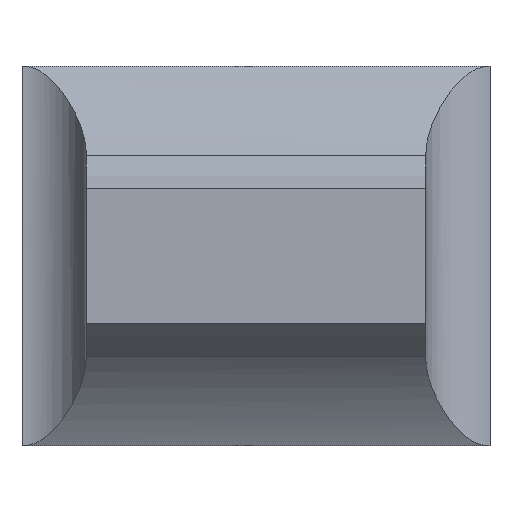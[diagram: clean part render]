
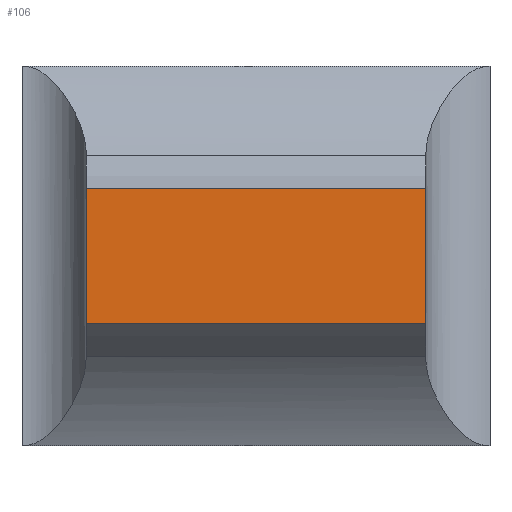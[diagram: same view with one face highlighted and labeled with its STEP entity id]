
A CAD part, front view. The second image highlights one B-rep face of the part: STEP entity #106.
In plain terms, the highlighted planar face has unit normal (0, -1, 0).
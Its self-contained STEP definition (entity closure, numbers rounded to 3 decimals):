
#106 = ADVANCED_FACE( '', ( #216 ), #217, .F. );
#216 = FACE_OUTER_BOUND( '', #326, .T. );
#217 = PLANE( '', #327 );
#326 = EDGE_LOOP( '', ( #569, #570, #571, #572 ) );
#327 = AXIS2_PLACEMENT_3D( '', #573, #574, #575 );
#569 = ORIENTED_EDGE( '', *, *, #711, .T. );
#570 = ORIENTED_EDGE( '', *, *, #760, .F. );
#571 = ORIENTED_EDGE( '', *, *, #746, .F. );
#572 = ORIENTED_EDGE( '', *, *, #758, .T. );
#573 = CARTESIAN_POINT( '', ( 5., -12., 2. ) );
#574 = DIRECTION( '', ( 0., 1., 0. ) );
#575 = DIRECTION( '', ( 0., 0., 1. ) );
#711 = EDGE_CURVE( '', #865, #863, #866, .T. );
#746 = EDGE_CURVE( '', #912, #914, #915, .T. );
#758 = EDGE_CURVE( '', #912, #865, #927, .T. );
#760 = EDGE_CURVE( '', #914, #863, #929, .T. );
#863 = VERTEX_POINT( '', #1113 );
#865 = VERTEX_POINT( '', #1116 );
#866 = LINE( '', #1117, #1118 );
#912 = VERTEX_POINT( '', #1201 );
#914 = VERTEX_POINT( '', #1204 );
#915 = LINE( '', #1205, #1206 );
#927 = LINE( '', #1224, #1225 );
#929 = LINE( '', #1227, #1228 );
#1113 = CARTESIAN_POINT( '', ( -5., -12., -2. ) );
#1116 = CARTESIAN_POINT( '', ( -5., -12., 2. ) );
#1117 = CARTESIAN_POINT( '', ( -5., -12., 2. ) );
#1118 = VECTOR( '', #1294, 1000. );
#1201 = CARTESIAN_POINT( '', ( 5., -12., 2. ) );
#1204 = CARTESIAN_POINT( '', ( 5., -12., -2. ) );
#1205 = CARTESIAN_POINT( '', ( 5., -12., 2. ) );
#1206 = VECTOR( '', #1321, 1000. );
#1224 = CARTESIAN_POINT( '', ( 5., -12., 2. ) );
#1225 = VECTOR( '', #1328, 1000. );
#1227 = CARTESIAN_POINT( '', ( 5., -12., -2. ) );
#1228 = VECTOR( '', #1329, 1000. );
#1294 = DIRECTION( '', ( 0., 0., -1. ) );
#1321 = DIRECTION( '', ( 0., 0., -1. ) );
#1328 = DIRECTION( '', ( -1., 0., 0. ) );
#1329 = DIRECTION( '', ( -1., 0., 0. ) );
